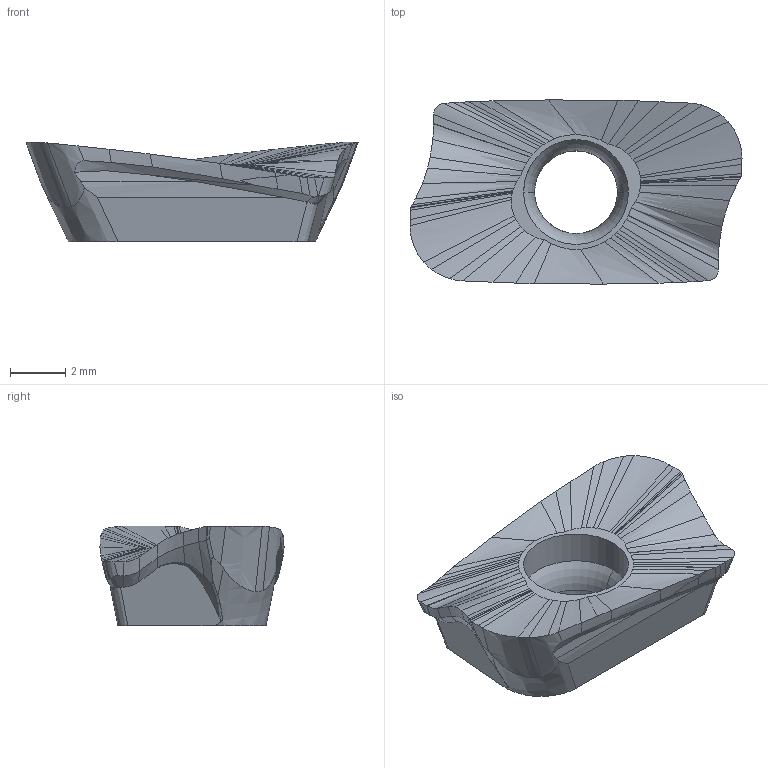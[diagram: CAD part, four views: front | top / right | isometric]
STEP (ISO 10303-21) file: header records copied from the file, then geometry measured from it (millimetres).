
FILE_DESCRIPTION(/* description */ (''),/* implementation_level */ '2;1');
FILE_NAME(/* name */ 'AOMT123620PEER-M.stp',/* time_stamp */ '2021-09-07T08:29:24+09:00',/* author */ (''),/* organization */ (''),/* preprocessor_version */ 'ST-DEVELOPER v16',/* originating_system */ 'SIEMENS PLM Software NX 10.0',/* authorisation */ '');
FILE_SCHEMA (('AUTOMOTIVE_DESIGN { 1 0 10303 214 3 1 1 1 }'));
Length unit declared in the file: millimetre
Products named in the file (1): AOMT123620PEER-M
Bounding box: 12 x 6.66 x 3.6 mm (x, y, z)
Volume: 140.3 mm3; surface area: 227.8 mm2
Topology: 1 solids, 1 shells, 162 faces, 481 edges, 379 vertices
Faces by surface type: bspline 113, cylinder 20, plane 14, extrusion 9, cone 4, torus 2
Entity records: 9789 total; most frequent: CARTESIAN_POINT 6439, ORIENTED_EDGE 850, EDGE_CURVE 425, B_SPLINE_CURVE_WITH_KNOTS 368, VERTEX_POINT 265, DIRECTION 232, EDGE_LOOP 164, ADVANCED_FACE 162
